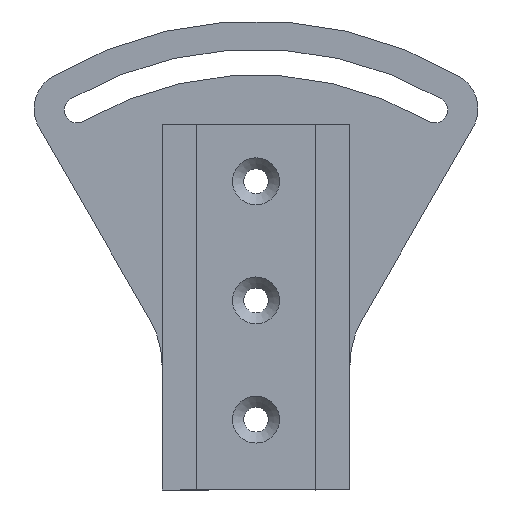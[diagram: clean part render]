
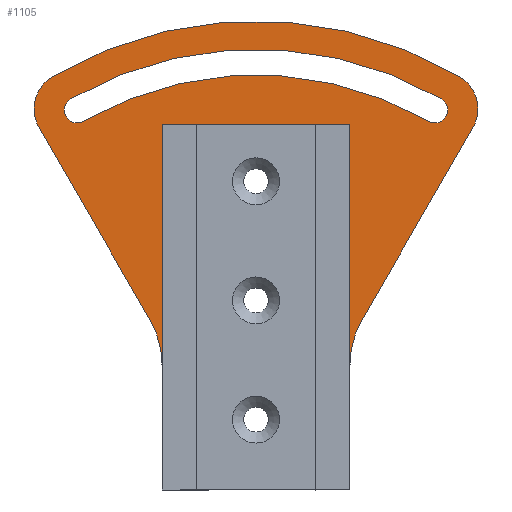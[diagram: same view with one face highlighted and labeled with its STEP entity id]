
A CAD part, front view. The second image highlights one B-rep face of the part: STEP entity #1105.
In plain terms, the highlighted planar face has unit normal (0, -1, 0).
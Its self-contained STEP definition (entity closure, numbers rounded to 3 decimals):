
#49=LINE('',#1544,#91);
#50=LINE('',#1553,#92);
#51=LINE('',#1557,#93);
#52=LINE('',#1559,#94);
#53=LINE('',#1561,#95);
#91=VECTOR('',#1292,1000.);
#92=VECTOR('',#1299,1000.);
#93=VECTOR('',#1302,1000.);
#94=VECTOR('',#1303,1000.);
#95=VECTOR('',#1304,1000.);
#145=ORIENTED_EDGE('',*,*,#345,.F.);
#146=ORIENTED_EDGE('',*,*,#346,.T.);
#147=ORIENTED_EDGE('',*,*,#347,.F.);
#148=ORIENTED_EDGE('',*,*,#348,.T.);
#149=ORIENTED_EDGE('',*,*,#349,.F.);
#150=ORIENTED_EDGE('',*,*,#350,.T.);
#151=ORIENTED_EDGE('',*,*,#351,.F.);
#152=ORIENTED_EDGE('',*,*,#352,.F.);
#153=ORIENTED_EDGE('',*,*,#353,.F.);
#154=ORIENTED_EDGE('',*,*,#354,.T.);
#155=ORIENTED_EDGE('',*,*,#355,.F.);
#156=ORIENTED_EDGE('',*,*,#356,.F.);
#157=ORIENTED_EDGE('',*,*,#357,.F.);
#158=ORIENTED_EDGE('',*,*,#358,.F.);
#345=EDGE_CURVE('',#445,#446,#49,.T.);
#346=EDGE_CURVE('',#445,#447,#520,.F.);
#347=EDGE_CURVE('',#448,#447,#521,.T.);
#348=EDGE_CURVE('',#448,#449,#522,.F.);
#349=EDGE_CURVE('',#450,#449,#50,.T.);
#350=EDGE_CURVE('',#450,#451,#523,.T.);
#351=EDGE_CURVE('',#452,#451,#51,.T.);
#352=EDGE_CURVE('',#453,#452,#52,.T.);
#353=EDGE_CURVE('',#454,#453,#53,.T.);
#354=EDGE_CURVE('',#454,#446,#524,.T.);
#355=EDGE_CURVE('',#455,#456,#525,.F.);
#356=EDGE_CURVE('',#457,#455,#526,.F.);
#357=EDGE_CURVE('',#458,#457,#527,.F.);
#358=EDGE_CURVE('',#456,#458,#528,.T.);
#445=VERTEX_POINT('',#1545);
#446=VERTEX_POINT('',#1546);
#447=VERTEX_POINT('',#1548);
#448=VERTEX_POINT('',#1550);
#449=VERTEX_POINT('',#1552);
#450=VERTEX_POINT('',#1554);
#451=VERTEX_POINT('',#1556);
#452=VERTEX_POINT('',#1558);
#453=VERTEX_POINT('',#1560);
#454=VERTEX_POINT('',#1562);
#455=VERTEX_POINT('',#1565);
#456=VERTEX_POINT('',#1566);
#457=VERTEX_POINT('',#1568);
#458=VERTEX_POINT('',#1570);
#520=CIRCLE('',#1168,8.);
#521=CIRCLE('',#1169,85.);
#522=CIRCLE('',#1170,8.);
#523=CIRCLE('',#1171,20.);
#524=CIRCLE('',#1172,20.);
#525=CIRCLE('',#1173,2.75);
#526=CIRCLE('',#1174,78.95);
#527=CIRCLE('',#1175,2.75);
#528=CIRCLE('',#1176,73.45);
#571=EDGE_LOOP('',(#145,#146,#147,#148,#149,#150,#151,#152,#153,#154));
#572=EDGE_LOOP('',(#155,#156,#157,#158));
#675=FACE_BOUND('',#571,.T.);
#676=FACE_BOUND('',#572,.T.);
#775=PLANE('',#1167);
#1105=ADVANCED_FACE('',(#675,#676),#775,.F.);
#1167=AXIS2_PLACEMENT_3D('',#1543,#1290,#1291);
#1168=AXIS2_PLACEMENT_3D('',#1547,#1293,#1294);
#1169=AXIS2_PLACEMENT_3D('',#1549,#1295,#1296);
#1170=AXIS2_PLACEMENT_3D('',#1551,#1297,#1298);
#1171=AXIS2_PLACEMENT_3D('',#1555,#1300,#1301);
#1172=AXIS2_PLACEMENT_3D('',#1563,#1305,#1306);
#1173=AXIS2_PLACEMENT_3D('',#1564,#1307,#1308);
#1174=AXIS2_PLACEMENT_3D('',#1567,#1309,#1310);
#1175=AXIS2_PLACEMENT_3D('',#1569,#1311,#1312);
#1176=AXIS2_PLACEMENT_3D('',#1571,#1313,#1314);
#1290=DIRECTION('',(0.,1.,0.));
#1291=DIRECTION('',(0.,0.,1.));
#1292=DIRECTION('',(-0.5,0.,-0.866));
#1293=DIRECTION('',(0.,1.,0.));
#1294=DIRECTION('',(0.,0.,1.));
#1295=DIRECTION('',(0.,1.,0.));
#1296=DIRECTION('',(0.,0.,1.));
#1297=DIRECTION('',(0.,1.,0.));
#1298=DIRECTION('',(0.,0.,1.));
#1299=DIRECTION('',(-0.5,0.,0.866));
#1300=DIRECTION('',(0.,1.,0.));
#1301=DIRECTION('',(0.,0.,1.));
#1302=DIRECTION('',(0.,0.,-1.));
#1303=DIRECTION('',(-1.,0.,0.));
#1304=DIRECTION('',(0.,0.,1.));
#1305=DIRECTION('',(0.,1.,0.));
#1306=DIRECTION('',(0.,0.,1.));
#1307=DIRECTION('',(0.,1.,0.));
#1308=DIRECTION('',(0.,0.,1.));
#1309=DIRECTION('',(0.,1.,0.));
#1310=DIRECTION('',(0.,0.,1.));
#1311=DIRECTION('',(0.,1.,0.));
#1312=DIRECTION('',(0.,0.,1.));
#1313=DIRECTION('',(0.,1.,0.));
#1314=DIRECTION('',(0.,0.,1.));
#1543=CARTESIAN_POINT('',(0.,-5.,15.));
#1544=CARTESIAN_POINT('',(50.,-5.,83.739));
#1545=CARTESIAN_POINT('',(46.232,-5.,77.213));
#1546=CARTESIAN_POINT('',(22.679,-5.,36.418));
#1547=CARTESIAN_POINT('',(39.304,-5.,81.213));
#1548=CARTESIAN_POINT('',(43.388,-5.,88.092));
#1549=CARTESIAN_POINT('',(0.,-5.,15.));
#1550=CARTESIAN_POINT('',(-43.388,-5.,88.092));
#1551=CARTESIAN_POINT('',(-39.304,-5.,81.213));
#1552=CARTESIAN_POINT('',(-46.232,-5.,77.213));
#1553=CARTESIAN_POINT('',(-50.,-5.,83.739));
#1554=CARTESIAN_POINT('',(-22.679,-5.,36.418));
#1555=CARTESIAN_POINT('',(-40.,-5.,26.418));
#1556=CARTESIAN_POINT('',(-20.,-5.,26.418));
#1557=CARTESIAN_POINT('',(-20.,-5.,78.));
#1558=CARTESIAN_POINT('',(-20.,-5.,78.));
#1559=CARTESIAN_POINT('',(-20.,-5.,78.));
#1560=CARTESIAN_POINT('',(20.,-5.,78.));
#1561=CARTESIAN_POINT('',(20.,-5.,78.));
#1562=CARTESIAN_POINT('',(20.,-5.,26.418));
#1563=CARTESIAN_POINT('',(40.,-5.,26.418));
#1564=CARTESIAN_POINT('',(-38.1,-5.,80.991));
#1565=CARTESIAN_POINT('',(-39.475,-5.,83.373));
#1566=CARTESIAN_POINT('',(-36.725,-5.,78.61));
#1567=CARTESIAN_POINT('',(0.,-5.,15.));
#1568=CARTESIAN_POINT('',(39.475,-5.,83.373));
#1569=CARTESIAN_POINT('',(38.1,-5.,80.991));
#1570=CARTESIAN_POINT('',(36.725,-5.,78.61));
#1571=CARTESIAN_POINT('',(0.,-5.,15.));
